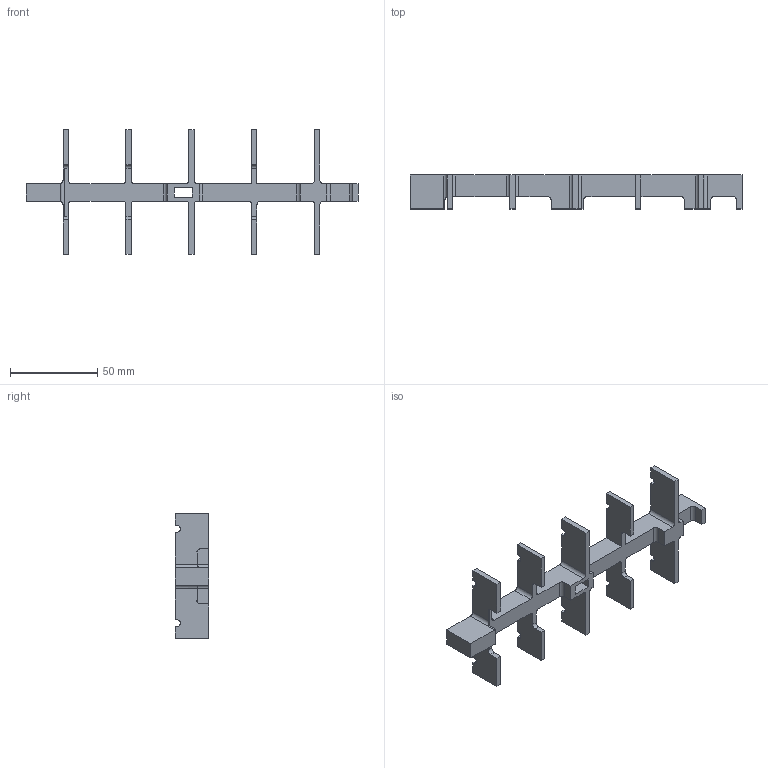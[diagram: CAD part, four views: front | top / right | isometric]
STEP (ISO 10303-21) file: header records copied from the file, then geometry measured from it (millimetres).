
FILE_DESCRIPTION(/* description */ (''),/* implementation_level */ '2;1');
FILE_NAME(/* name */ 'boneIO-button-distance-relay-32x5A.stp',/* time_stamp */ '2021-11-15T16:49:42+01:00',/* author */ ('Mariusz_PC'),/* organization */ (''),/* preprocessor_version */ 'ST-DEVELOPER v18.1',/* originating_system */ 'Autodesk Inventor 2022',/* authorisation */ '');
FILE_SCHEMA (('AUTOMOTIVE_DESIGN { 1 0 10303 214 3 1 1 }'));
Length unit declared in the file: millimetre
Products named in the file (1): boneIO-button-distance-relay-32x5A
Bounding box: 190 x 19.45 x 71.5 mm (x, y, z)
Volume: 43076.1 mm3; surface area: 23467.1 mm2
Topology: 1 solids, 1 shells, 144 faces, 426 edges, 284 vertices
Faces by surface type: plane 104, cylinder 40
Entity records: 4855 total; most frequent: CARTESIAN_POINT 877, ORIENTED_EDGE 852, DIRECTION 794, EDGE_CURVE 426, LINE 344, VECTOR 344, VERTEX_POINT 284, AXIS2_PLACEMENT_3D 225
